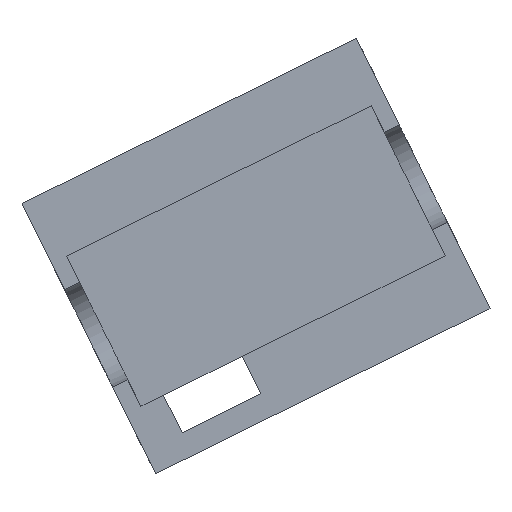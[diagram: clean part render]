
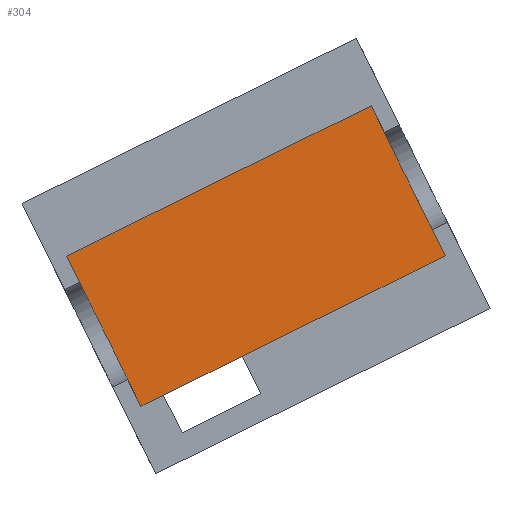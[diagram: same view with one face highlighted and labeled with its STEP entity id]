
A CAD part, left-side view. The second image highlights one B-rep face of the part: STEP entity #304.
In plain terms, the highlighted planar face has unit normal (-1, 0, 0).
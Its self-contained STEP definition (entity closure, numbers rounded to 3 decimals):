
#22 = VERTEX_POINT ( 'NONE', #203 ) ;
#49 = VERTEX_POINT ( 'NONE', #282 ) ;
#50 = EDGE_CURVE ( 'NONE', #302, #165, #73, .T. ) ;
#59 = VERTEX_POINT ( 'NONE', #151 ) ;
#73 = LINE ( 'NONE', #162, #93 ) ;
#93 = VECTOR ( 'NONE', #129, 1000. ) ;
#98 = ORIENTED_EDGE ( 'NONE', *, *, #254, .F. ) ;
#112 = ORIENTED_EDGE ( 'NONE', *, *, #117, .F. ) ;
#116 = ORIENTED_EDGE ( 'NONE', *, *, #154, .F. ) ;
#117 = EDGE_CURVE ( 'NONE', #165, #59, #315, .T. ) ;
#123 = ORIENTED_EDGE ( 'NONE', *, *, #193, .F. ) ;
#128 = ORIENTED_EDGE ( 'NONE', *, *, #143, .F. ) ;
#129 = DIRECTION ( 'NONE',  ( 0., 0.897, -0.443 ) ) ;
#143 = EDGE_CURVE ( 'NONE', #49, #302, #348, .T. ) ;
#151 = CARTESIAN_POINT ( 'NONE',  ( -32.8, 95.996, 117.651 ) ) ;
#154 = EDGE_CURVE ( 'NONE', #22, #49, #349, .T. ) ;
#162 = CARTESIAN_POINT ( 'NONE',  ( -32.8, 59.682, 135.584 ) ) ;
#165 = VERTEX_POINT ( 'NONE', #561 ) ;
#193 = EDGE_CURVE ( 'NONE', #59, #275, #357, .T. ) ;
#203 = CARTESIAN_POINT ( 'NONE',  ( -32.8, 68.538, 153.517 ) ) ;
#209 = AXIS2_PLACEMENT_3D ( 'NONE', #505, #504, #503 ) ;
#254 = EDGE_CURVE ( 'NONE', #275, #22, #310, .T. ) ;
#264 = EDGE_LOOP ( 'NONE', ( #116, #98, #123, #112, #497, #128 ) ) ;
#275 = VERTEX_POINT ( 'NONE', #519 ) ;
#282 = CARTESIAN_POINT ( 'NONE',  ( -32.8, 59.682, 135.584 ) ) ;
#302 = VERTEX_POINT ( 'NONE', #509 ) ;
#304 = ADVANCED_FACE ( 'NONE', ( #575 ), #511, .T. ) ;
#310 = LINE ( 'NONE', #526, #494 ) ;
#315 = LINE ( 'NONE', #602, #324 ) ;
#324 = VECTOR ( 'NONE', #604, 1000. ) ;
#348 = LINE ( 'NONE', #582, #372 ) ;
#349 = LINE ( 'NONE', #573, #369 ) ;
#350 = VECTOR ( 'NONE', #553, 1000. ) ;
#357 = LINE ( 'NONE', #558, #350 ) ;
#369 = VECTOR ( 'NONE', #577, 1000. ) ;
#372 = VECTOR ( 'NONE', #572, 1000. ) ;
#494 = VECTOR ( 'NONE', #530, 1000. ) ;
#497 = ORIENTED_EDGE ( 'NONE', *, *, #50, .F. ) ;
#503 = DIRECTION ( 'NONE',  ( 0., -0.794, -0.608 ) ) ;
#504 = DIRECTION ( 'NONE',  ( -1., 0., 0. ) ) ;
#505 = CARTESIAN_POINT ( 'NONE',  ( -32.8, 77.897, 157.742 ) ) ;
#509 = CARTESIAN_POINT ( 'NONE',  ( -32.8, 83.891, 123.629 ) ) ;
#511 = PLANE ( 'NONE',  #209 ) ;
#519 = CARTESIAN_POINT ( 'NONE',  ( -32.8, 104.851, 135.584 ) ) ;
#526 = CARTESIAN_POINT ( 'NONE',  ( -32.8, 104.851, 135.584 ) ) ;
#530 = DIRECTION ( 'NONE',  ( 0., -0.897, 0.443 ) ) ;
#553 = DIRECTION ( 'NONE',  ( 0., 0.443, 0.897 ) ) ;
#558 = CARTESIAN_POINT ( 'NONE',  ( -32.8, 95.996, 117.651 ) ) ;
#561 = CARTESIAN_POINT ( 'NONE',  ( -32.8, 93.306, 118.98 ) ) ;
#572 = DIRECTION ( 'NONE',  ( 0., 0.897, -0.443 ) ) ;
#573 = CARTESIAN_POINT ( 'NONE',  ( -32.8, 68.538, 153.517 ) ) ;
#575 = FACE_OUTER_BOUND ( 'NONE', #264, .T. ) ;
#577 = DIRECTION ( 'NONE',  ( 0., -0.443, -0.897 ) ) ;
#582 = CARTESIAN_POINT ( 'NONE',  ( -32.8, 59.682, 135.584 ) ) ;
#602 = CARTESIAN_POINT ( 'NONE',  ( -32.8, 59.682, 135.584 ) ) ;
#604 = DIRECTION ( 'NONE',  ( 0., 0.897, -0.443 ) ) ;
